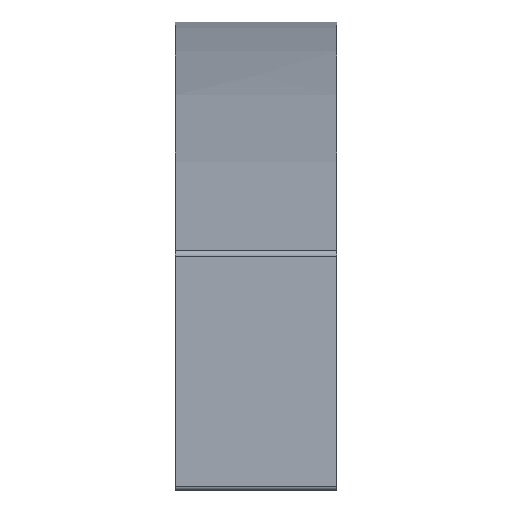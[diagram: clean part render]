
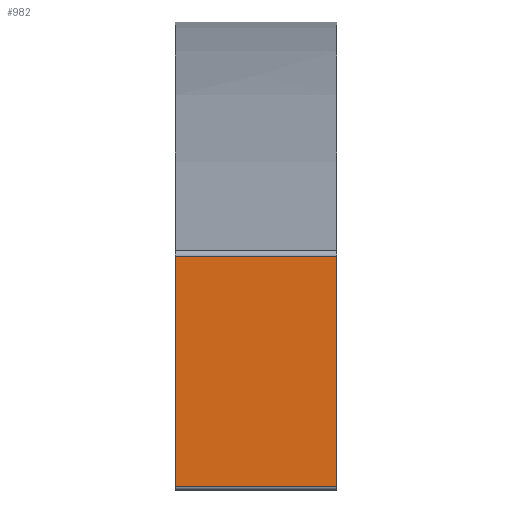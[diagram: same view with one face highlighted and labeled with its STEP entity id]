
A CAD part, left-side view. The second image highlights one B-rep face of the part: STEP entity #982.
In plain terms, the highlighted planar face has unit normal (-1, 0, 0).
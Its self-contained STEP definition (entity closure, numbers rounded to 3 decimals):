
#32 = PLANE('',#33);
#33 = AXIS2_PLACEMENT_3D('',#34,#35,#36);
#34 = CARTESIAN_POINT('',(228.883,13.571,
    119.071));
#35 = DIRECTION('',(0.,1.,0.));
#36 = DIRECTION('',(0.,0.,1.));
#114 = VERTEX_POINT('',#115);
#115 = CARTESIAN_POINT('',(3.113,13.571,76.62));
#130 = CYLINDRICAL_SURFACE('',#131,0.6);
#131 = AXIS2_PLACEMENT_3D('',#132,#133,#134);
#132 = CARTESIAN_POINT('',(3.713,13.571,76.62));
#133 = DIRECTION('',(0.,-1.,0.));
#134 = DIRECTION('',(0.,0.,-1.));
#142 = EDGE_CURVE('',#114,#143,#145,.T.);
#143 = VERTEX_POINT('',#144);
#144 = CARTESIAN_POINT('',(3.113,13.571,115.31));
#145 = SURFACE_CURVE('',#146,(#150,#157),.PCURVE_S1.);
#146 = LINE('',#147,#148);
#147 = CARTESIAN_POINT('',(3.113,13.571,76.02));
#148 = VECTOR('',#149,1.);
#149 = DIRECTION('',(0.,0.,1.));
#150 = PCURVE('',#32,#151);
#151 = DEFINITIONAL_REPRESENTATION('',(#152),#156);
#152 = LINE('',#153,#154);
#153 = CARTESIAN_POINT('',(-43.051,-225.77));
#154 = VECTOR('',#155,1.);
#155 = DIRECTION('',(1.,0.));
#156 = ( GEOMETRIC_REPRESENTATION_CONTEXT(2) 
PARAMETRIC_REPRESENTATION_CONTEXT() REPRESENTATION_CONTEXT('2D SPACE',''
  ) );
#157 = PCURVE('',#158,#163);
#158 = PLANE('',#159);
#159 = AXIS2_PLACEMENT_3D('',#160,#161,#162);
#160 = CARTESIAN_POINT('',(3.113,13.571,76.02));
#161 = DIRECTION('',(-1.,0.,0.));
#162 = DIRECTION('',(0.,0.,1.));
#163 = DEFINITIONAL_REPRESENTATION('',(#164),#168);
#164 = LINE('',#165,#166);
#165 = CARTESIAN_POINT('',(0.,0.));
#166 = VECTOR('',#167,1.);
#167 = DIRECTION('',(1.,0.));
#168 = ( GEOMETRIC_REPRESENTATION_CONTEXT(2) 
PARAMETRIC_REPRESENTATION_CONTEXT() REPRESENTATION_CONTEXT('2D SPACE',''
  ) );
#216 = ( BOUNDED_SURFACE() B_SPLINE_SURFACE(2,2,(
    (#217,#218,#219,#220,#221)
    ,(#222,#223,#224,#225,#226)
    ,(#227,#228,#229,#230,#231
)),.UNSPECIFIED.,.F.,.F.,.F.) B_SPLINE_SURFACE_WITH_KNOTS((3,3),(3,1,1,3
    ),(0.,27.143),(-1.661,0.,
27.143,28.804),.UNSPECIFIED.) GEOMETRIC_REPRESENTATION_ITEM() 
RATIONAL_B_SPLINE_SURFACE((
    (1.,1.,1.,1.,1.)
    ,(0.815,0.815,0.815,0.815
      ,0.815)
,(1.,1.,1.,1.,1.))) REPRESENTATION_ITEM('') SURFACE() );
#217 = CARTESIAN_POINT('',(3.784,15.233,
    116.254));
#218 = CARTESIAN_POINT('',(3.784,14.402,116.254));
#219 = CARTESIAN_POINT('',(3.784,0.,
    116.254));
#220 = CARTESIAN_POINT('',(3.784,-14.402,116.254));
#221 = CARTESIAN_POINT('',(3.784,-15.233,
    116.254));
#222 = CARTESIAN_POINT('',(3.113,15.233,116.02));
#223 = CARTESIAN_POINT('',(3.113,14.402,116.02));
#224 = CARTESIAN_POINT('',(3.113,0.,116.02)
  );
#225 = CARTESIAN_POINT('',(3.113,-14.402,116.02));
#226 = CARTESIAN_POINT('',(3.113,-15.233,116.02));
#227 = CARTESIAN_POINT('',(3.113,15.233,115.31));
#228 = CARTESIAN_POINT('',(3.113,14.402,115.31));
#229 = CARTESIAN_POINT('',(3.113,0.,115.31)
  );
#230 = CARTESIAN_POINT('',(3.113,-14.402,115.31));
#231 = CARTESIAN_POINT('',(3.113,-15.233,115.31));
#604 = PLANE('',#605);
#605 = AXIS2_PLACEMENT_3D('',#606,#607,#608);
#606 = CARTESIAN_POINT('',(228.883,-13.571,
    119.071));
#607 = DIRECTION('',(0.,1.,0.));
#608 = DIRECTION('',(0.,0.,1.));
#890 = EDGE_CURVE('',#114,#891,#893,.T.);
#891 = VERTEX_POINT('',#892);
#892 = CARTESIAN_POINT('',(3.113,-13.571,76.62));
#893 = SURFACE_CURVE('',#894,(#898,#905),.PCURVE_S1.);
#894 = LINE('',#895,#896);
#895 = CARTESIAN_POINT('',(3.113,13.571,76.62));
#896 = VECTOR('',#897,1.);
#897 = DIRECTION('',(0.,-1.,0.));
#898 = PCURVE('',#130,#899);
#899 = DEFINITIONAL_REPRESENTATION('',(#900),#904);
#900 = LINE('',#901,#902);
#901 = CARTESIAN_POINT('',(-1.571,0.));
#902 = VECTOR('',#903,1.);
#903 = DIRECTION('',(-0.,1.));
#904 = ( GEOMETRIC_REPRESENTATION_CONTEXT(2) 
PARAMETRIC_REPRESENTATION_CONTEXT() REPRESENTATION_CONTEXT('2D SPACE',''
  ) );
#905 = PCURVE('',#158,#906);
#906 = DEFINITIONAL_REPRESENTATION('',(#907),#911);
#907 = LINE('',#908,#909);
#908 = CARTESIAN_POINT('',(0.6,0.));
#909 = VECTOR('',#910,1.);
#910 = DIRECTION('',(0.,-1.));
#911 = ( GEOMETRIC_REPRESENTATION_CONTEXT(2) 
PARAMETRIC_REPRESENTATION_CONTEXT() REPRESENTATION_CONTEXT('2D SPACE',''
  ) );
#982 = ADVANCED_FACE('',(#983),#158,.T.);
#983 = FACE_BOUND('',#984,.T.);
#984 = EDGE_LOOP('',(#985,#986,#987,#1010));
#985 = ORIENTED_EDGE('',*,*,#142,.F.);
#986 = ORIENTED_EDGE('',*,*,#890,.T.);
#987 = ORIENTED_EDGE('',*,*,#988,.T.);
#988 = EDGE_CURVE('',#891,#989,#991,.T.);
#989 = VERTEX_POINT('',#990);
#990 = CARTESIAN_POINT('',(3.113,-13.571,115.31));
#991 = SURFACE_CURVE('',#992,(#996,#1003),.PCURVE_S1.);
#992 = LINE('',#993,#994);
#993 = CARTESIAN_POINT('',(3.113,-13.571,76.02));
#994 = VECTOR('',#995,1.);
#995 = DIRECTION('',(0.,0.,1.));
#996 = PCURVE('',#158,#997);
#997 = DEFINITIONAL_REPRESENTATION('',(#998),#1002);
#998 = LINE('',#999,#1000);
#999 = CARTESIAN_POINT('',(0.,-27.143));
#1000 = VECTOR('',#1001,1.);
#1001 = DIRECTION('',(1.,0.));
#1002 = ( GEOMETRIC_REPRESENTATION_CONTEXT(2) 
PARAMETRIC_REPRESENTATION_CONTEXT() REPRESENTATION_CONTEXT('2D SPACE',''
  ) );
#1003 = PCURVE('',#604,#1004);
#1004 = DEFINITIONAL_REPRESENTATION('',(#1005),#1009);
#1005 = LINE('',#1006,#1007);
#1006 = CARTESIAN_POINT('',(-43.051,-225.77));
#1007 = VECTOR('',#1008,1.);
#1008 = DIRECTION('',(1.,0.));
#1009 = ( GEOMETRIC_REPRESENTATION_CONTEXT(2) 
PARAMETRIC_REPRESENTATION_CONTEXT() REPRESENTATION_CONTEXT('2D SPACE',''
  ) );
#1010 = ORIENTED_EDGE('',*,*,#1011,.F.);
#1011 = EDGE_CURVE('',#143,#989,#1012,.T.);
#1012 = SURFACE_CURVE('',#1013,(#1019,#1028),.PCURVE_S1.);
#1013 = B_SPLINE_CURVE_WITH_KNOTS('',2,(#1014,#1015,#1016,#1017,#1018),
  .UNSPECIFIED.,.F.,.F.,(3,1,1,3),(-1.661,0.,
    27.143,28.804),.UNSPECIFIED.);
#1014 = CARTESIAN_POINT('',(3.113,15.233,115.31));
#1015 = CARTESIAN_POINT('',(3.113,14.402,115.31));
#1016 = CARTESIAN_POINT('',(3.113,0.,115.31)
  );
#1017 = CARTESIAN_POINT('',(3.113,-14.402,115.31));
#1018 = CARTESIAN_POINT('',(3.113,-15.233,115.31));
#1019 = PCURVE('',#158,#1020);
#1020 = DEFINITIONAL_REPRESENTATION('',(#1021),#1027);
#1021 = B_SPLINE_CURVE_WITH_KNOTS('',2,(#1022,#1023,#1024,#1025,#1026),
  .UNSPECIFIED.,.F.,.F.,(3,1,1,3),(-1.661,0.,
    27.143,28.804),.UNSPECIFIED.);
#1022 = CARTESIAN_POINT('',(39.29,1.661));
#1023 = CARTESIAN_POINT('',(39.29,0.831));
#1024 = CARTESIAN_POINT('',(39.29,-13.571));
#1025 = CARTESIAN_POINT('',(39.29,-27.973));
#1026 = CARTESIAN_POINT('',(39.29,-28.804));
#1027 = ( GEOMETRIC_REPRESENTATION_CONTEXT(2) 
PARAMETRIC_REPRESENTATION_CONTEXT() REPRESENTATION_CONTEXT('2D SPACE',''
  ) );
#1028 = PCURVE('',#216,#1029);
#1029 = DEFINITIONAL_REPRESENTATION('',(#1030),#1034);
#1030 = LINE('',#1031,#1032);
#1031 = CARTESIAN_POINT('',(27.143,0.));
#1032 = VECTOR('',#1033,1.);
#1033 = DIRECTION('',(0.,1.));
#1034 = ( GEOMETRIC_REPRESENTATION_CONTEXT(2) 
PARAMETRIC_REPRESENTATION_CONTEXT() REPRESENTATION_CONTEXT('2D SPACE',''
  ) );
